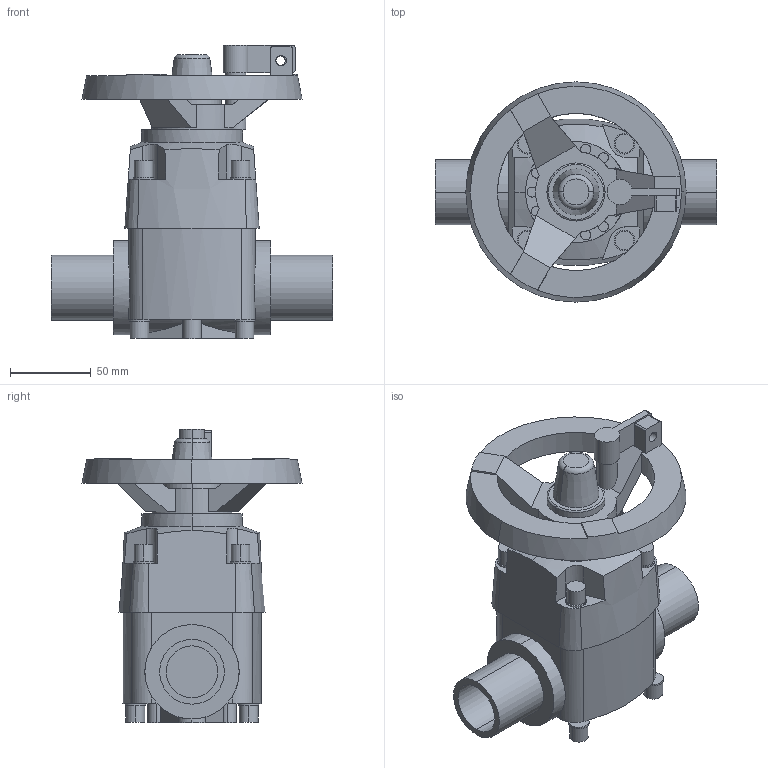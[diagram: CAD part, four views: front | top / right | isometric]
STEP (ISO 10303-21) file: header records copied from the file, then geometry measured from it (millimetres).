
FILE_DESCRIPTION(('STEP AP214'),'1');
FILE_NAME('cctmp_0F1DED79-2FC0-494F-8C00-D254F7D6FDC6_2021_10_26_11_26_40_0203..stp','2021-10-26T09:26:40',('Praher Valves GmbH'),('CADClick - www.CADClick.com'),'Spatial InterOp 3D',' ','unknown authorization');
FILE_SCHEMA(('AUTOMOTIVE_DESIGN'));
Length unit declared in the file: millimetre
Products named in the file (1): 122801
Bounding box: 174 x 136 x 181.33 mm (x, y, z)
Volume: 950494.6 mm3; surface area: 116840.5 mm2
Topology: 1 solids, 2 shells, 270 faces, 689 edges, 442 vertices
Faces by surface type: plane 132, cylinder 122, cone 12, torus 4
Entity records: 10849 total; most frequent: CARTESIAN_POINT 1864, DIRECTION 1561, ORIENTED_EDGE 1378, EDGE_CURVE 689, AXIS2_PLACEMENT_3D 641, VERTEX_POINT 442, CIRCLE 358, EDGE_LOOP 299
